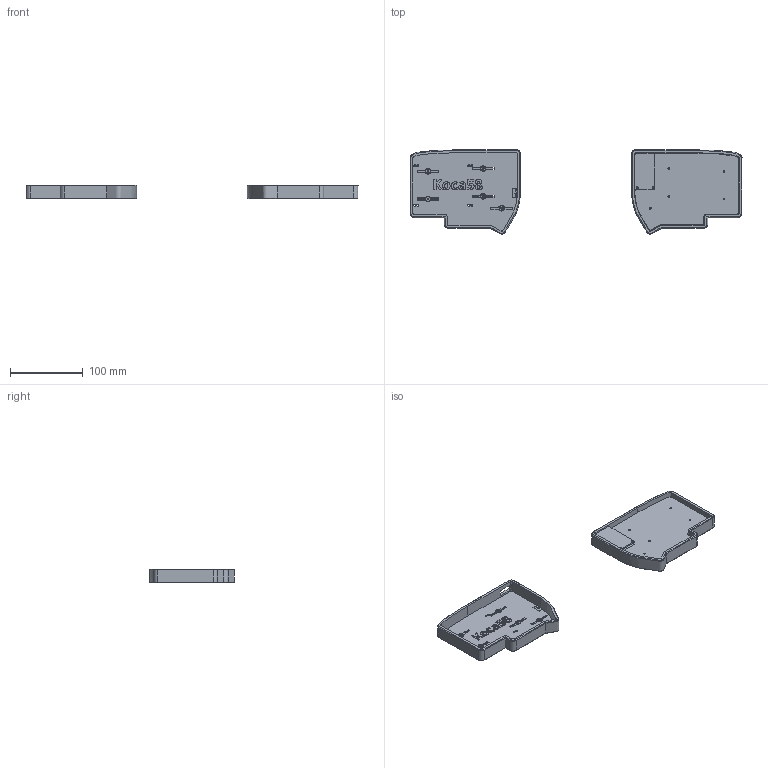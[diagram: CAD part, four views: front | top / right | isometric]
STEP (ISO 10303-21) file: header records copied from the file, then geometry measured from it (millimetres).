
FILE_DESCRIPTION(/* description */ ('STEP AP242','CAx-IF Rec.Pracs.---Representation and Presentation of Product Manufacturing Information (PMI)---4.0---2014-10-13','CAx-IF Rec.Pracs.---3D Tessellated Geometry---0.4---2014-09-14','2;1'),/* implementation_level */ '2;1');
FILE_NAME(/* name */ '68293323e284b56cec68a6dc',/* time_stamp */ '2025-05-18T01:08:53Z',/* author */ (''),/* organization */ (''),/* preprocessor_version */ 'ST-DEVELOPER v20',/* originating_system */ 'ONSHAPE BY PTC INC, 1.198',/* authorisation */ ' ');
FILE_SCHEMA (('AP242_MANAGED_MODEL_BASED_3D_ENGINEERING_MIM_LF { 1 0 10303 442 1 1 4 }'));
Length unit declared in the file: metre
Products named in the file (5): Oled Cover; Plate; PCB; Right Case; Left Case
Bounding box: 456.32 x 115.73 x 18.6 mm (x, y, z)
Volume: 162134.2 mm3; surface area: 150718.8 mm2
Topology: 5 solids, 5 shells, 722 faces, 2074 edges, 1378 vertices
Faces by surface type: plane 318, cylinder 206, bspline 186, cone 12
Full cylindrical faces by diameter (mm): 2.2 x2, 2.4 x5, 2.5 x28, 4.6 x5, 6.5 x10, 7.2 x8
Entity records: 28371 total; most frequent: CARTESIAN_POINT 10395, ORIENTED_EDGE 3980, DIRECTION 3118, EDGE_CURVE 1990, VERTEX_POINT 1352, LINE 1128, VECTOR 1128, AXIS2_PLACEMENT_3D 995
